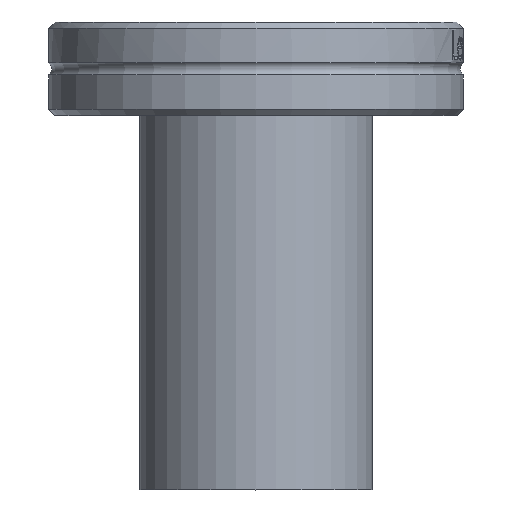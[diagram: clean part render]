
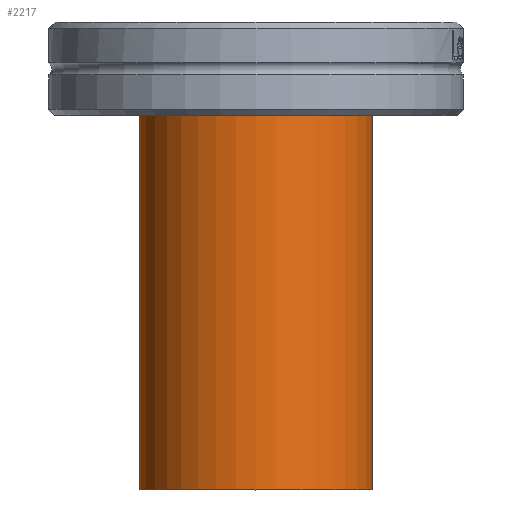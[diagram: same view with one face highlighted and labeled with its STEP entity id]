
A CAD part, top view. The second image highlights one B-rep face of the part: STEP entity #2217.
In plain terms, the highlighted cylindrical face has radius 9.5 mm (diameter 19 mm), a full revolution.
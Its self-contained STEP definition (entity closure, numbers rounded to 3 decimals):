
#432=CYLINDRICAL_SURFACE('',#2456,9.5);
#533=FACE_BOUND('',#847,.T.);
#664=FACE_OUTER_BOUND('',#846,.T.);
#846=EDGE_LOOP('',(#2066));
#847=EDGE_LOOP('',(#2067));
#931=CIRCLE('',#2457,9.5);
#932=CIRCLE('',#2458,9.5);
#1149=VERTEX_POINT('',#5287);
#1150=VERTEX_POINT('',#5289);
#1456=EDGE_CURVE('',#1149,#1149,#931,.T.);
#1457=EDGE_CURVE('',#1150,#1150,#932,.T.);
#2066=ORIENTED_EDGE('',*,*,#1456,.F.);
#2067=ORIENTED_EDGE('',*,*,#1457,.F.);
#2217=ADVANCED_FACE('',(#664,#533),#432,.T.);
#2456=AXIS2_PLACEMENT_3D('',#5286,#2961,#2962);
#2457=AXIS2_PLACEMENT_3D('',#5288,#2963,#2964);
#2458=AXIS2_PLACEMENT_3D('',#5290,#2965,#2966);
#2961=DIRECTION('center_axis',(0.,0.,1.));
#2962=DIRECTION('ref_axis',(-1.,0.,0.));
#2963=DIRECTION('center_axis',(0.,0.,1.));
#2964=DIRECTION('ref_axis',(-1.,0.,0.));
#2965=DIRECTION('center_axis',(0.,0.,-1.));
#2966=DIRECTION('ref_axis',(-1.,0.,0.));
#5286=CARTESIAN_POINT('Origin',(0.,0.,0.));
#5287=CARTESIAN_POINT('',(9.5,0.,33.7));
#5288=CARTESIAN_POINT('Origin',(0.,0.,33.7));
#5289=CARTESIAN_POINT('',(9.5,0.,0.));
#5290=CARTESIAN_POINT('Origin',(0.,0.,0.));
